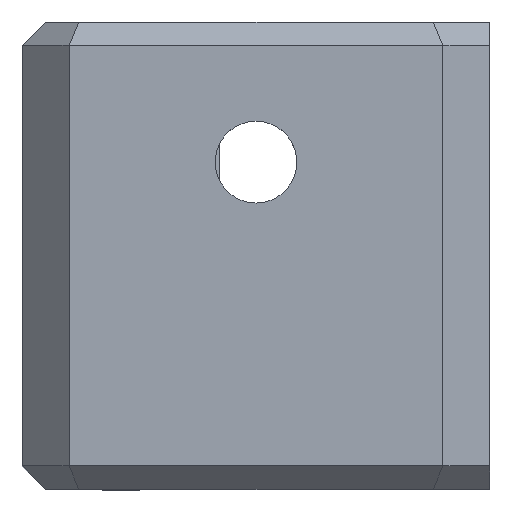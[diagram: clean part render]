
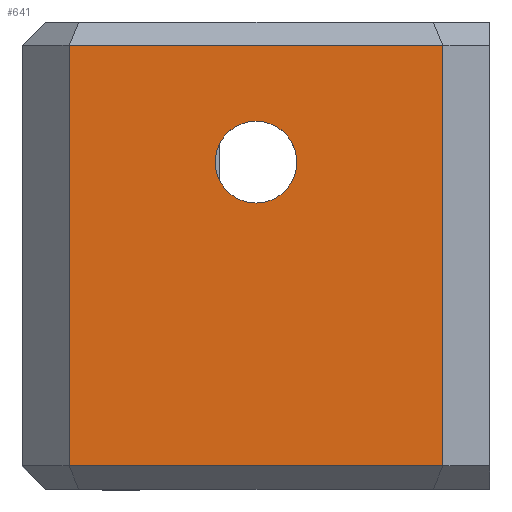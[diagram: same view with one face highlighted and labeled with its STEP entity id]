
A CAD part, top view. The second image highlights one B-rep face of the part: STEP entity #641.
In plain terms, the highlighted planar face has unit normal (0, 0, 1).
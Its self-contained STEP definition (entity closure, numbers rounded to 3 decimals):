
#18=FACE_BOUND('',#260,.T.);
#32=PLANE('',#698);
#71=LINE('',#1056,#138);
#80=LINE('',#1077,#147);
#82=LINE('',#1081,#149);
#83=LINE('',#1082,#150);
#138=VECTOR('',#803,10.);
#147=VECTOR('',#822,10.);
#149=VECTOR('',#826,10.);
#150=VECTOR('',#827,10.);
#187=CIRCLE('',#688,1.75);
#217=FACE_OUTER_BOUND('',#259,.T.);
#259=EDGE_LOOP('',(#518,#519,#520,#521));
#260=EDGE_LOOP('',(#522));
#314=VERTEX_POINT('',#1027);
#322=VERTEX_POINT('',#1048);
#324=VERTEX_POINT('',#1054);
#331=VERTEX_POINT('',#1076);
#332=VERTEX_POINT('',#1080);
#377=EDGE_CURVE('',#314,#314,#187,.T.);
#391=EDGE_CURVE('',#324,#322,#71,.T.);
#401=EDGE_CURVE('',#322,#331,#80,.T.);
#403=EDGE_CURVE('',#332,#324,#82,.T.);
#404=EDGE_CURVE('',#331,#332,#83,.T.);
#518=ORIENTED_EDGE('',*,*,#391,.F.);
#519=ORIENTED_EDGE('',*,*,#403,.F.);
#520=ORIENTED_EDGE('',*,*,#404,.F.);
#521=ORIENTED_EDGE('',*,*,#401,.F.);
#522=ORIENTED_EDGE('',*,*,#377,.T.);
#641=ADVANCED_FACE('',(#217,#18),#32,.T.);
#688=AXIS2_PLACEMENT_3D('',#1028,#780,#781);
#698=AXIS2_PLACEMENT_3D('',#1079,#824,#825);
#780=DIRECTION('center_axis',(0.,0.,-1.));
#781=DIRECTION('ref_axis',(0.,-1.,0.));
#803=DIRECTION('',(-1.,0.,0.));
#822=DIRECTION('',(0.,1.,0.));
#824=DIRECTION('center_axis',(0.,0.,1.));
#825=DIRECTION('ref_axis',(1.,0.,0.));
#826=DIRECTION('',(0.,-1.,0.));
#827=DIRECTION('',(1.,0.,0.));
#1027=CARTESIAN_POINT('',(10.,-85.65,0.));
#1028=CARTESIAN_POINT('Origin',(10.,-87.4,0.));
#1048=CARTESIAN_POINT('',(2.,-100.4,0.));
#1054=CARTESIAN_POINT('',(18.,-100.4,0.));
#1056=CARTESIAN_POINT('',(5.,-100.4,0.));
#1076=CARTESIAN_POINT('',(2.,-82.4,0.));
#1077=CARTESIAN_POINT('',(2.,-101.4,0.));
#1079=CARTESIAN_POINT('Origin',(0.,-101.4,0.));
#1080=CARTESIAN_POINT('',(18.,-82.4,0.));
#1081=CARTESIAN_POINT('',(18.,-101.4,0.));
#1082=CARTESIAN_POINT('',(5.,-82.4,0.));
